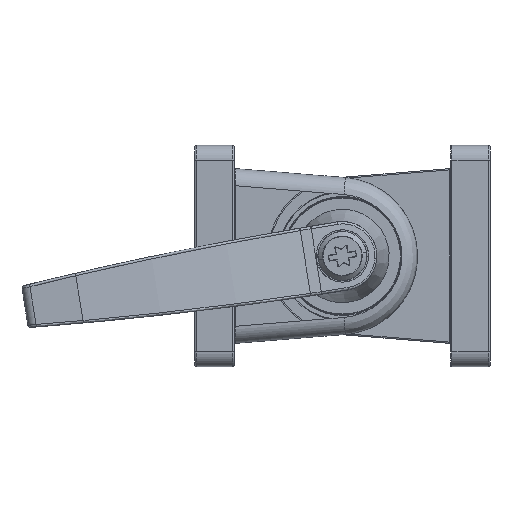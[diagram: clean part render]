
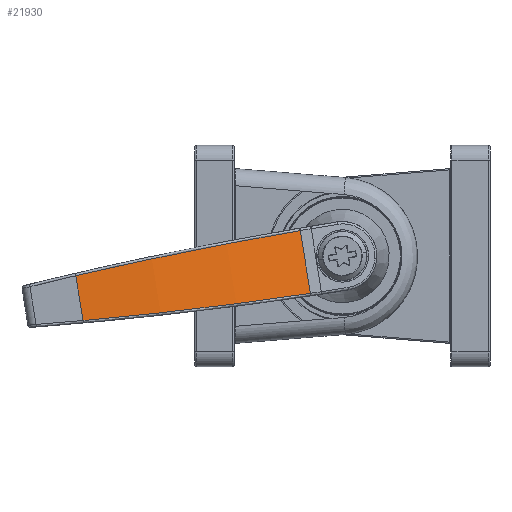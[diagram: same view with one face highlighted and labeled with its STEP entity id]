
A CAD part, left-side view. The second image highlights one B-rep face of the part: STEP entity #21930.
In plain terms, the highlighted cylindrical face has radius 179.351 mm (diameter 358.702 mm), a partial arc.
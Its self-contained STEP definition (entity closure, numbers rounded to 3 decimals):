
#379 = ORIENTED_EDGE ( 'NONE', *, *, #11426, .T. ) ;
#885 = VECTOR ( 'NONE', #17140, 1000. ) ;
#1648 = VERTEX_POINT ( 'NONE', #20764 ) ;
#2407 = ORIENTED_EDGE ( 'NONE', *, *, #14289, .T. ) ;
#3719 = ORIENTED_EDGE ( 'NONE', *, *, #12240, .T. ) ;
#4060 = CARTESIAN_POINT ( 'NONE',  ( 38.287, 31.774, -5.59 ) ) ;
#5756 = CARTESIAN_POINT ( 'NONE',  ( 7.63, 22.97, 6.461 ) ) ;
#6527 = CARTESIAN_POINT ( 'NONE',  ( 15.147, 25.826, -6.385 ) ) ;
#6878 = CARTESIAN_POINT ( 'NONE',  ( 71.338, -144.684, 7. ) ) ;
#7419 = LINE ( 'NONE', #22051, #885 ) ;
#7888 = AXIS2_PLACEMENT_3D ( 'NONE', #6878, #9059, #31522 ) ;
#8070 = CARTESIAN_POINT ( 'NONE',  ( 15.147, 25.826, 6.385 ) ) ;
#8149 = CARTESIAN_POINT ( 'NONE',  ( 54.14, 33.84, 4.609 ) ) ;
#8227 = B_SPLINE_CURVE_WITH_KNOTS ( 'NONE', 3,
 ( #10573, #8070, #22780, #13040, #30215, #15534 ),
 .UNSPECIFIED., .F., .F.,
 ( 4, 2, 4 ),
 ( 0., 0.024, 0.048 ),
 .UNSPECIFIED. ) ;
#8887 = LINE ( 'NONE', #17370, #14747 ) ;
#9059 = DIRECTION ( 'NONE',  ( 0., 0., -1. ) ) ;
#10573 = CARTESIAN_POINT ( 'NONE',  ( 7.63, 22.97, 6.461 ) ) ;
#11184 = EDGE_CURVE ( 'NONE', #17521, #1648, #7419, .T. ) ;
#11422 = CARTESIAN_POINT ( 'NONE',  ( 54.14, 33.84, -4.609 ) ) ;
#11426 = EDGE_CURVE ( 'NONE', #17521, #13234, #8227, .T. ) ;
#12240 = EDGE_CURVE ( 'NONE', #13234, #24871, #8887, .T. ) ;
#13040 = CARTESIAN_POINT ( 'NONE',  ( 38.287, 31.774, 5.59 ) ) ;
#13234 = VERTEX_POINT ( 'NONE', #8149 ) ;
#14289 = EDGE_CURVE ( 'NONE', #24871, #1648, #26112, .T. ) ;
#14747 = VECTOR ( 'NONE', #24993, 1000. ) ;
#15534 = CARTESIAN_POINT ( 'NONE',  ( 54.14, 33.84, 4.609 ) ) ;
#17140 = DIRECTION ( 'NONE',  ( 0., 0., -1. ) ) ;
#17370 = CARTESIAN_POINT ( 'NONE',  ( 54.14, 33.84, 7. ) ) ;
#17521 = VERTEX_POINT ( 'NONE', #5756 ) ;
#18815 = CARTESIAN_POINT ( 'NONE',  ( 46.155, 33.071, -5.165 ) ) ;
#20615 = CYLINDRICAL_SURFACE ( 'NONE', #7888, 179.351 ) ;
#20764 = CARTESIAN_POINT ( 'NONE',  ( 7.63, 22.97, -6.461 ) ) ;
#21274 = CARTESIAN_POINT ( 'NONE',  ( 22.783, 28.152, -6.201 ) ) ;
#21930 = ADVANCED_FACE ( 'NONE', ( #27935 ), #20615, .T. ) ;
#22051 = CARTESIAN_POINT ( 'NONE',  ( 7.63, 22.97, 7. ) ) ;
#22780 = CARTESIAN_POINT ( 'NONE',  ( 22.783, 28.152, 6.201 ) ) ;
#23073 = EDGE_LOOP ( 'NONE', ( #3719, #2407, #31533, #379 ) ) ;
#23736 = CARTESIAN_POINT ( 'NONE',  ( 7.63, 22.97, -6.461 ) ) ;
#24871 = VERTEX_POINT ( 'NONE', #27547 ) ;
#24993 = DIRECTION ( 'NONE',  ( 0., 0., -1. ) ) ;
#26112 = B_SPLINE_CURVE_WITH_KNOTS ( 'NONE', 3,
 ( #11422, #18815, #4060, #21274, #6527, #23736 ),
 .UNSPECIFIED., .F., .F.,
 ( 4, 2, 4 ),
 ( 0., 0.024, 0.048 ),
 .UNSPECIFIED. ) ;
#27547 = CARTESIAN_POINT ( 'NONE',  ( 54.14, 33.84, -4.609 ) ) ;
#27935 = FACE_OUTER_BOUND ( 'NONE', #23073, .T. ) ;
#30215 = CARTESIAN_POINT ( 'NONE',  ( 46.155, 33.071, 5.165 ) ) ;
#31522 = DIRECTION ( 'NONE',  ( -1., 0., 0. ) ) ;
#31533 = ORIENTED_EDGE ( 'NONE', *, *, #11184, .F. ) ;
